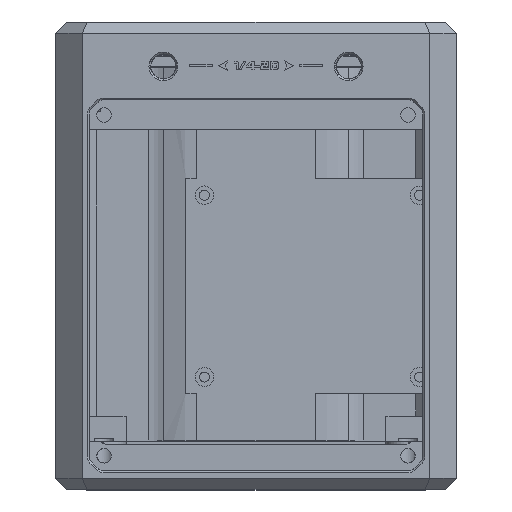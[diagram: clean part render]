
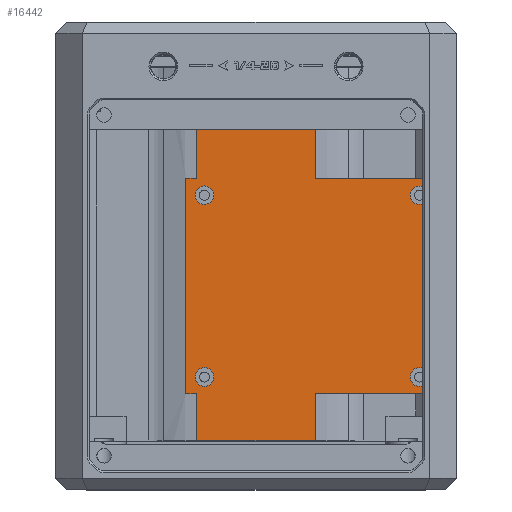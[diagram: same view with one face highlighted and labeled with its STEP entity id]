
A CAD part, top view. The second image highlights one B-rep face of the part: STEP entity #16442.
In plain terms, the highlighted planar face has unit normal (0, 0, 1).
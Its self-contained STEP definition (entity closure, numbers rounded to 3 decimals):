
#230=FACE_BOUND('',#2084,.T.);
#231=FACE_BOUND('',#2085,.T.);
#232=FACE_BOUND('',#2086,.T.);
#233=FACE_BOUND('',#2087,.T.);
#443=PLANE('',#17536);
#1119=FACE_OUTER_BOUND('',#2083,.T.);
#2083=EDGE_LOOP('',(#12973,#12974,#12975,#12976,#12977,#12978,#12979,#12980,
#12981,#12982,#12983,#12984,#12985,#12986));
#2084=EDGE_LOOP('',(#12987));
#2085=EDGE_LOOP('',(#12988));
#2086=EDGE_LOOP('',(#12989));
#2087=EDGE_LOOP('',(#12990));
#3564=CIRCLE('',#17537,2.508);
#3565=CIRCLE('',#17538,2.506);
#3566=CIRCLE('',#17539,2.506);
#3567=CIRCLE('',#17540,2.474);
#4002=LINE('',#29473,#5422);
#4274=LINE('',#41218,#5694);
#4295=LINE('',#41302,#5715);
#4296=LINE('',#41305,#5716);
#4297=LINE('',#41306,#5717);
#4298=LINE('',#41307,#5718);
#4299=LINE('',#41309,#5719);
#4300=LINE('',#41311,#5720);
#4301=LINE('',#41313,#5721);
#4302=LINE('',#41315,#5722);
#4303=LINE('',#41317,#5723);
#4304=LINE('',#41319,#5724);
#4305=LINE('',#41321,#5725);
#4306=LINE('',#41322,#5726);
#5422=VECTOR('',#19083,10.);
#5694=VECTOR('',#19757,10.);
#5715=VECTOR('',#19826,10.);
#5716=VECTOR('',#19829,10.);
#5717=VECTOR('',#19830,10.);
#5718=VECTOR('',#19831,10.);
#5719=VECTOR('',#19832,10.);
#5720=VECTOR('',#19833,10.);
#5721=VECTOR('',#19834,10.);
#5722=VECTOR('',#19835,10.);
#5723=VECTOR('',#19836,10.);
#5724=VECTOR('',#19837,10.);
#5725=VECTOR('',#19838,10.);
#5726=VECTOR('',#19839,10.);
#7163=VERTEX_POINT('',#29461);
#7164=VERTEX_POINT('',#29472);
#7292=VERTEX_POINT('',#30409);
#7306=VERTEX_POINT('',#30437);
#7513=VERTEX_POINT('',#41214);
#7515=VERTEX_POINT('',#41217);
#7555=VERTEX_POINT('',#41304);
#7556=VERTEX_POINT('',#41308);
#7557=VERTEX_POINT('',#41310);
#7558=VERTEX_POINT('',#41312);
#7559=VERTEX_POINT('',#41314);
#7560=VERTEX_POINT('',#41316);
#7561=VERTEX_POINT('',#41318);
#7562=VERTEX_POINT('',#41320);
#7563=VERTEX_POINT('',#41323);
#7564=VERTEX_POINT('',#41325);
#7565=VERTEX_POINT('',#41327);
#7566=VERTEX_POINT('',#41329);
#8963=EDGE_CURVE('',#7164,#7163,#4002,.T.);
#9494=EDGE_CURVE('',#7515,#7513,#4274,.T.);
#9537=EDGE_CURVE('',#7306,#7515,#4295,.T.);
#9538=EDGE_CURVE('',#7555,#7163,#4296,.T.);
#9539=EDGE_CURVE('',#7555,#7306,#4297,.T.);
#9540=EDGE_CURVE('',#7292,#7513,#4298,.T.);
#9541=EDGE_CURVE('',#7292,#7556,#4299,.T.);
#9542=EDGE_CURVE('',#7557,#7556,#4300,.T.);
#9543=EDGE_CURVE('',#7557,#7558,#4301,.T.);
#9544=EDGE_CURVE('',#7558,#7559,#4302,.T.);
#9545=EDGE_CURVE('',#7559,#7560,#4303,.T.);
#9546=EDGE_CURVE('',#7560,#7561,#4304,.T.);
#9547=EDGE_CURVE('',#7561,#7562,#4305,.T.);
#9548=EDGE_CURVE('',#7562,#7164,#4306,.T.);
#9549=EDGE_CURVE('',#7563,#7563,#3564,.T.);
#9550=EDGE_CURVE('',#7564,#7564,#3565,.T.);
#9551=EDGE_CURVE('',#7565,#7565,#3566,.T.);
#9552=EDGE_CURVE('',#7566,#7566,#3567,.T.);
#12973=ORIENTED_EDGE('',*,*,#8963,.T.);
#12974=ORIENTED_EDGE('',*,*,#9538,.F.);
#12975=ORIENTED_EDGE('',*,*,#9539,.T.);
#12976=ORIENTED_EDGE('',*,*,#9537,.T.);
#12977=ORIENTED_EDGE('',*,*,#9494,.T.);
#12978=ORIENTED_EDGE('',*,*,#9540,.F.);
#12979=ORIENTED_EDGE('',*,*,#9541,.T.);
#12980=ORIENTED_EDGE('',*,*,#9542,.F.);
#12981=ORIENTED_EDGE('',*,*,#9543,.T.);
#12982=ORIENTED_EDGE('',*,*,#9544,.T.);
#12983=ORIENTED_EDGE('',*,*,#9545,.T.);
#12984=ORIENTED_EDGE('',*,*,#9546,.T.);
#12985=ORIENTED_EDGE('',*,*,#9547,.T.);
#12986=ORIENTED_EDGE('',*,*,#9548,.T.);
#12987=ORIENTED_EDGE('',*,*,#9549,.T.);
#12988=ORIENTED_EDGE('',*,*,#9550,.T.);
#12989=ORIENTED_EDGE('',*,*,#9551,.T.);
#12990=ORIENTED_EDGE('',*,*,#9552,.T.);
#16442=ADVANCED_FACE('',(#1119,#230,#231,#232,#233),#443,.T.);
#17536=AXIS2_PLACEMENT_3D('',#41303,#19827,#19828);
#17537=AXIS2_PLACEMENT_3D('',#41324,#19840,#19841);
#17538=AXIS2_PLACEMENT_3D('',#41326,#19842,#19843);
#17539=AXIS2_PLACEMENT_3D('',#41328,#19844,#19845);
#17540=AXIS2_PLACEMENT_3D('',#41330,#19846,#19847);
#19083=DIRECTION('',(1.,0.,0.));
#19757=DIRECTION('',(0.,1.,0.));
#19826=DIRECTION('',(1.,0.,0.));
#19827=DIRECTION('center_axis',(0.,0.,1.));
#19828=DIRECTION('ref_axis',(-1.,0.,0.));
#19829=DIRECTION('',(0.,-1.,0.));
#19830=DIRECTION('',(1.,0.,0.));
#19831=DIRECTION('',(1.,0.,0.));
#19832=DIRECTION('',(-1.,0.,0.));
#19833=DIRECTION('',(0.,-1.,0.));
#19834=DIRECTION('',(-1.,0.,0.));
#19835=DIRECTION('',(0.,-1.,0.));
#19836=DIRECTION('',(-1.,0.,0.));
#19837=DIRECTION('',(0.,-1.,0.));
#19838=DIRECTION('',(1.,0.,0.));
#19839=DIRECTION('',(0.,-1.,0.));
#19840=DIRECTION('center_axis',(0.,0.,-1.));
#19841=DIRECTION('ref_axis',(-1.,0.,0.));
#19842=DIRECTION('center_axis',(0.,0.,-1.));
#19843=DIRECTION('ref_axis',(-1.,0.,0.));
#19844=DIRECTION('center_axis',(0.,0.,-1.));
#19845=DIRECTION('ref_axis',(-1.,0.,0.));
#19846=DIRECTION('center_axis',(0.,0.,-1.));
#19847=DIRECTION('ref_axis',(-1.,0.,0.));
#29461=CARTESIAN_POINT('',(16.036,-50.8,-42.));
#29472=CARTESIAN_POINT('',(-16.036,-50.8,-42.));
#29473=CARTESIAN_POINT('',(8.018,-50.8,-42.));
#30409=CARTESIAN_POINT('',(45.,20.,-42.));
#30437=CARTESIAN_POINT('',(45.,-38.,-42.));
#41214=CARTESIAN_POINT('',(49.8,20.,-42.));
#41217=CARTESIAN_POINT('',(49.8,-38.,-42.));
#41218=CARTESIAN_POINT('',(49.8,28.053,-42.));
#41302=CARTESIAN_POINT('',(45.,-38.,-42.));
#41303=CARTESIAN_POINT('Origin',(16.036,58.,-42.));
#41304=CARTESIAN_POINT('',(16.036,-38.,-42.));
#41305=CARTESIAN_POINT('',(16.036,58.,-42.));
#41306=CARTESIAN_POINT('',(-19.,-38.,-42.));
#41307=CARTESIAN_POINT('',(45.,20.,-42.));
#41308=CARTESIAN_POINT('',(16.036,20.,-42.));
#41309=CARTESIAN_POINT('',(48.,20.,-42.));
#41310=CARTESIAN_POINT('',(16.036,50.,-42.));
#41311=CARTESIAN_POINT('',(16.036,58.,-42.));
#41312=CARTESIAN_POINT('',(-16.036,50.,-42.));
#41313=CARTESIAN_POINT('',(8.018,50.,-42.));
#41314=CARTESIAN_POINT('',(-16.036,20.,-42.));
#41315=CARTESIAN_POINT('',(-16.036,58.,-42.));
#41316=CARTESIAN_POINT('',(-19.,20.,-42.));
#41317=CARTESIAN_POINT('',(48.,20.,-42.));
#41318=CARTESIAN_POINT('',(-19.,-38.,-42.));
#41319=CARTESIAN_POINT('',(-19.,20.,-42.));
#41320=CARTESIAN_POINT('',(-16.036,-38.,-42.));
#41321=CARTESIAN_POINT('',(-19.,-38.,-42.));
#41322=CARTESIAN_POINT('',(-16.036,58.,-42.));
#41323=CARTESIAN_POINT('',(-11.422,15.45,-42.));
#41324=CARTESIAN_POINT('Origin',(-13.93,15.45,-42.));
#41325=CARTESIAN_POINT('',(-11.394,-33.55,-42.));
#41326=CARTESIAN_POINT('Origin',(-13.9,-33.55,-42.));
#41327=CARTESIAN_POINT('',(46.606,-33.55,-42.));
#41328=CARTESIAN_POINT('Origin',(44.1,-33.55,-42.));
#41329=CARTESIAN_POINT('',(46.534,15.45,-42.));
#41330=CARTESIAN_POINT('Origin',(44.06,15.45,-42.));
